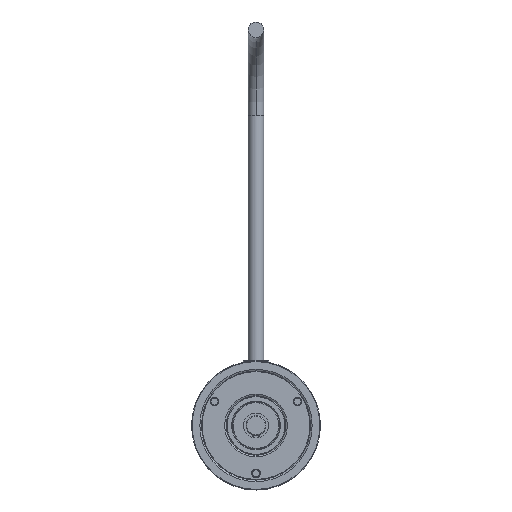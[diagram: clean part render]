
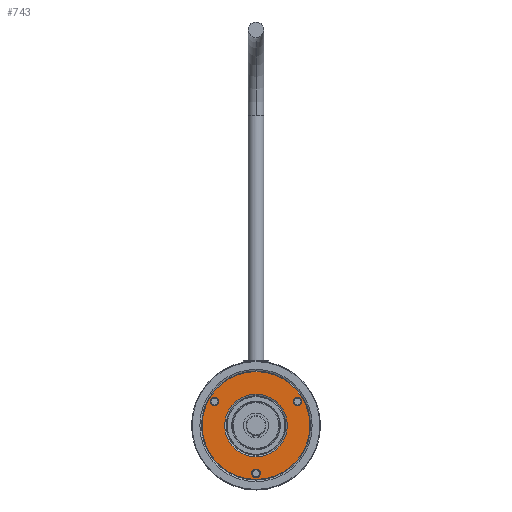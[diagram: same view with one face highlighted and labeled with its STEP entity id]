
A CAD part, front view. The second image highlights one B-rep face of the part: STEP entity #743.
In plain terms, the highlighted planar face has unit normal (0, -1, 0).
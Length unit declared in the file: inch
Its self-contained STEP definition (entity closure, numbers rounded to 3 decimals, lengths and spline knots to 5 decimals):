
#15 = CARTESIAN_POINT ( 'NONE',  ( 0., -0.19291, 0.67963 ) ) ;
#74 = DIRECTION ( 'NONE',  ( 0., -1., 0. ) ) ;
#98 = FACE_BOUND ( 'NONE', #5595, .T. ) ;
#126 = CARTESIAN_POINT ( 'NONE',  ( 0., -0.19291, 0. ) ) ;
#182 = VERTEX_POINT ( 'NONE', #4037 ) ;
#291 = VERTEX_POINT ( 'NONE', #2389 ) ;
#383 = VERTEX_POINT ( 'NONE', #6326 ) ;
#391 = DIRECTION ( 'NONE',  ( 0., 0., 1. ) ) ;
#543 = ORIENTED_EDGE ( 'NONE', *, *, #2121, .T. ) ;
#604 = EDGE_CURVE ( 'NONE', #291, #1836, #1697, .T. ) ;
#631 = CIRCLE ( 'NONE', #6665, 0.39546 ) ;
#632 = DIRECTION ( 'NONE',  ( 0., 0., -1. ) ) ;
#636 = DIRECTION ( 'NONE',  ( 0., 1., 0. ) ) ;
#667 = DIRECTION ( 'NONE',  ( 0., 1., 0. ) ) ;
#743 = ADVANCED_FACE ( 'NONE', ( #7109, #1792, #7024, #98, #3719 ), #2867, .T. ) ;
#851 = ORIENTED_EDGE ( 'NONE', *, *, #1858, .T. ) ;
#955 = ORIENTED_EDGE ( 'NONE', *, *, #5883, .T. ) ;
#1033 = CARTESIAN_POINT ( 'NONE',  ( 0., -0.19291, 0. ) ) ;
#1213 = VERTEX_POINT ( 'NONE', #4020 ) ;
#1253 = ORIENTED_EDGE ( 'NONE', *, *, #6771, .F. ) ;
#1259 = ORIENTED_EDGE ( 'NONE', *, *, #4770, .T. ) ;
#1299 = DIRECTION ( 'NONE',  ( 0., 1., 0. ) ) ;
#1458 = DIRECTION ( 'NONE',  ( 0., 1., 0. ) ) ;
#1523 = DIRECTION ( 'NONE',  ( 0., 0., -1. ) ) ;
#1577 = CIRCLE ( 'NONE', #2254, 0.05562 ) ;
#1587 = CARTESIAN_POINT ( 'NONE',  ( 0., -0.19291, -0.60433 ) ) ;
#1610 = EDGE_CURVE ( 'NONE', #1213, #5404, #1577, .T. ) ;
#1649 = DIRECTION ( 'NONE',  ( 0., 0., -1. ) ) ;
#1697 = CIRCLE ( 'NONE', #5054, 0.05562 ) ;
#1792 = FACE_BOUND ( 'NONE', #5341, .T. ) ;
#1836 = VERTEX_POINT ( 'NONE', #5380 ) ;
#1858 = EDGE_CURVE ( 'NONE', #182, #5417, #6050, .T. ) ;
#1903 = EDGE_CURVE ( 'NONE', #5417, #182, #2998, .T. ) ;
#2078 = ORIENTED_EDGE ( 'NONE', *, *, #1610, .T. ) ;
#2121 = EDGE_CURVE ( 'NONE', #5404, #1213, #2179, .T. ) ;
#2135 = ORIENTED_EDGE ( 'NONE', *, *, #2319, .F. ) ;
#2179 = CIRCLE ( 'NONE', #2999, 0.05562 ) ;
#2210 = DIRECTION ( 'NONE',  ( 0., 0., -1. ) ) ;
#2231 = CARTESIAN_POINT ( 'NONE',  ( 0., -0.19291, 0. ) ) ;
#2254 = AXIS2_PLACEMENT_3D ( 'NONE', #1587, #3352, #3838 ) ;
#2265 = DIRECTION ( 'NONE',  ( 0., 1., 0. ) ) ;
#2319 = EDGE_CURVE ( 'NONE', #3919, #2850, #5774, .T. ) ;
#2389 = CARTESIAN_POINT ( 'NONE',  ( -0.52337, -0.19291, 0.24654 ) ) ;
#2455 = CARTESIAN_POINT ( 'NONE',  ( -0.52337, -0.19291, 0.30217 ) ) ;
#2480 = CARTESIAN_POINT ( 'NONE',  ( 0., -0.19291, -0.54871 ) ) ;
#2695 = AXIS2_PLACEMENT_3D ( 'NONE', #2455, #1299, #4715 ) ;
#2719 = CIRCLE ( 'NONE', #4953, 0.39546 ) ;
#2850 = VERTEX_POINT ( 'NONE', #15 ) ;
#2867 = PLANE ( 'NONE',  #3282 ) ;
#2998 = CIRCLE ( 'NONE', #4221, 0.05562 ) ;
#2999 = AXIS2_PLACEMENT_3D ( 'NONE', #3527, #667, #5695 ) ;
#3282 = AXIS2_PLACEMENT_3D ( 'NONE', #6759, #74, #632 ) ;
#3291 = DIRECTION ( 'NONE',  ( 0., 0., -1. ) ) ;
#3352 = DIRECTION ( 'NONE',  ( 0., 1., 0. ) ) ;
#3383 = DIRECTION ( 'NONE',  ( 0., 1., 0. ) ) ;
#3527 = CARTESIAN_POINT ( 'NONE',  ( 0., -0.19291, -0.60433 ) ) ;
#3645 = EDGE_LOOP ( 'NONE', ( #851, #5615 ) ) ;
#3719 = FACE_BOUND ( 'NONE', #6999, .T. ) ;
#3838 = DIRECTION ( 'NONE',  ( 0., 0., -1. ) ) ;
#3848 = AXIS2_PLACEMENT_3D ( 'NONE', #4300, #7100, #1523 ) ;
#3919 = VERTEX_POINT ( 'NONE', #6868 ) ;
#4020 = CARTESIAN_POINT ( 'NONE',  ( 0., -0.19291, -0.65996 ) ) ;
#4037 = CARTESIAN_POINT ( 'NONE',  ( 0.52337, -0.19291, 0.24654 ) ) ;
#4087 = AXIS2_PLACEMENT_3D ( 'NONE', #5974, #1458, #391 ) ;
#4221 = AXIS2_PLACEMENT_3D ( 'NONE', #6701, #6062, #1649 ) ;
#4238 = CARTESIAN_POINT ( 'NONE',  ( 0.52337, -0.19291, 0.35779 ) ) ;
#4300 = CARTESIAN_POINT ( 'NONE',  ( 0.52337, -0.19291, 0.30217 ) ) ;
#4505 = DIRECTION ( 'NONE',  ( 0., 0., 1. ) ) ;
#4665 = CIRCLE ( 'NONE', #2695, 0.05562 ) ;
#4670 = CARTESIAN_POINT ( 'NONE',  ( 0., -0.19291, 0.39546 ) ) ;
#4715 = DIRECTION ( 'NONE',  ( 0., 0., -1. ) ) ;
#4770 = EDGE_CURVE ( 'NONE', #5925, #383, #631, .T. ) ;
#4772 = AXIS2_PLACEMENT_3D ( 'NONE', #2231, #3383, #4505 ) ;
#4943 = ORIENTED_EDGE ( 'NONE', *, *, #6217, .T. ) ;
#4953 = AXIS2_PLACEMENT_3D ( 'NONE', #1033, #5438, #3291 ) ;
#5054 = AXIS2_PLACEMENT_3D ( 'NONE', #5608, #2265, #2210 ) ;
#5249 = CIRCLE ( 'NONE', #4772, 0.67963 ) ;
#5341 = EDGE_LOOP ( 'NONE', ( #7194, #955 ) ) ;
#5380 = CARTESIAN_POINT ( 'NONE',  ( -0.52337, -0.19291, 0.35779 ) ) ;
#5404 = VERTEX_POINT ( 'NONE', #2480 ) ;
#5417 = VERTEX_POINT ( 'NONE', #4238 ) ;
#5438 = DIRECTION ( 'NONE',  ( 0., 1., 0. ) ) ;
#5595 = EDGE_LOOP ( 'NONE', ( #2078, #543 ) ) ;
#5608 = CARTESIAN_POINT ( 'NONE',  ( -0.52337, -0.19291, 0.30217 ) ) ;
#5615 = ORIENTED_EDGE ( 'NONE', *, *, #1903, .T. ) ;
#5671 = EDGE_LOOP ( 'NONE', ( #1253, #2135 ) ) ;
#5695 = DIRECTION ( 'NONE',  ( 0., 0., -1. ) ) ;
#5774 = CIRCLE ( 'NONE', #4087, 0.67963 ) ;
#5883 = EDGE_CURVE ( 'NONE', #1836, #291, #4665, .T. ) ;
#5925 = VERTEX_POINT ( 'NONE', #4670 ) ;
#5974 = CARTESIAN_POINT ( 'NONE',  ( 0., -0.19291, 0. ) ) ;
#6050 = CIRCLE ( 'NONE', #3848, 0.05562 ) ;
#6062 = DIRECTION ( 'NONE',  ( 0., 1., 0. ) ) ;
#6217 = EDGE_CURVE ( 'NONE', #383, #5925, #2719, .T. ) ;
#6245 = DIRECTION ( 'NONE',  ( 0., 0., -1. ) ) ;
#6326 = CARTESIAN_POINT ( 'NONE',  ( 0., -0.19291, -0.39546 ) ) ;
#6665 = AXIS2_PLACEMENT_3D ( 'NONE', #126, #636, #6245 ) ;
#6701 = CARTESIAN_POINT ( 'NONE',  ( 0.52337, -0.19291, 0.30217 ) ) ;
#6759 = CARTESIAN_POINT ( 'NONE',  ( 0., -0.19291, 0. ) ) ;
#6771 = EDGE_CURVE ( 'NONE', #2850, #3919, #5249, .T. ) ;
#6868 = CARTESIAN_POINT ( 'NONE',  ( 0., -0.19291, -0.67963 ) ) ;
#6999 = EDGE_LOOP ( 'NONE', ( #4943, #1259 ) ) ;
#7024 = FACE_BOUND ( 'NONE', #3645, .T. ) ;
#7100 = DIRECTION ( 'NONE',  ( 0., 1., 0. ) ) ;
#7109 = FACE_OUTER_BOUND ( 'NONE', #5671, .T. ) ;
#7194 = ORIENTED_EDGE ( 'NONE', *, *, #604, .T. ) ;
